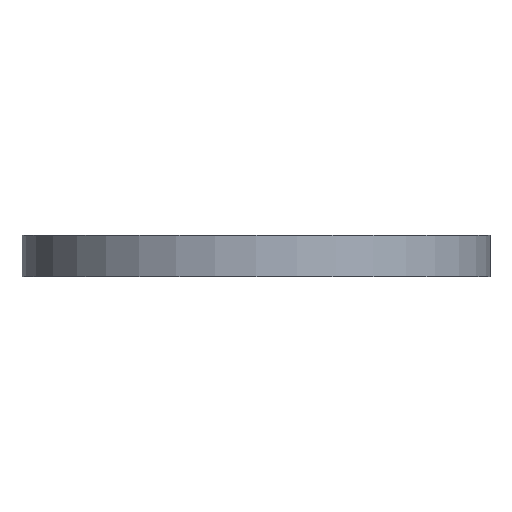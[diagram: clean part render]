
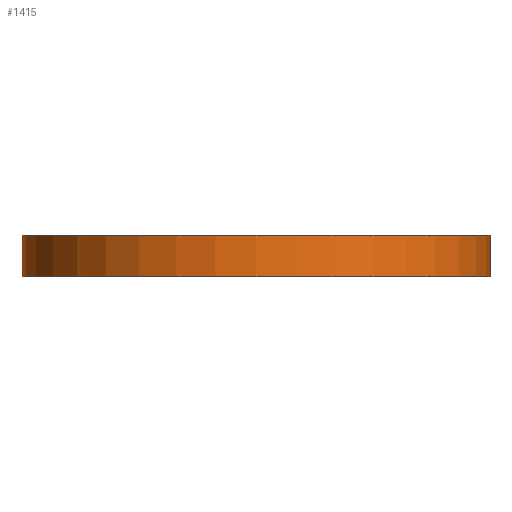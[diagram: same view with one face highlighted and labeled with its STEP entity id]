
A CAD part, front view. The second image highlights one B-rep face of the part: STEP entity #1415.
In plain terms, the highlighted cylindrical face has radius 28 mm (diameter 56 mm), a partial arc.
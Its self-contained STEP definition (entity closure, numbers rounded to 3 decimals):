
#14 = CARTESIAN_POINT ( 'NONE',  ( -28., 0., 5. ) ) ;
#24 = CARTESIAN_POINT ( 'NONE',  ( -28., 0., 5. ) ) ;
#56 = EDGE_LOOP ( 'NONE', ( #574, #96, #692, #848 ) ) ;
#62 = VECTOR ( 'NONE', #1547, 1000. ) ;
#70 = CARTESIAN_POINT ( 'NONE',  ( 0., 0., 5. ) ) ;
#96 = ORIENTED_EDGE ( 'NONE', *, *, #1374, .F. ) ;
#142 = CIRCLE ( 'NONE', #1064, 28. ) ;
#216 = EDGE_CURVE ( 'NONE', #492, #495, #142, .T. ) ;
#275 = VECTOR ( 'NONE', #1250, 1000. ) ;
#387 = AXIS2_PLACEMENT_3D ( 'NONE', #70, #1180, #691 ) ;
#492 = VERTEX_POINT ( 'NONE', #1475 ) ;
#494 = CARTESIAN_POINT ( 'NONE',  ( 28., 0., 0. ) ) ;
#495 = VERTEX_POINT ( 'NONE', #494 ) ;
#574 = ORIENTED_EDGE ( 'NONE', *, *, #1419, .F. ) ;
#597 = DIRECTION ( 'NONE',  ( 0., 0., -1. ) ) ;
#691 = DIRECTION ( 'NONE',  ( 1., 0., 0. ) ) ;
#692 = ORIENTED_EDGE ( 'NONE', *, *, #1163, .T. ) ;
#724 = DIRECTION ( 'NONE',  ( -1., 0., 0. ) ) ;
#772 = CYLINDRICAL_SURFACE ( 'NONE', #1467, 28. ) ;
#798 = DIRECTION ( 'NONE',  ( 1., 0., 0. ) ) ;
#848 = ORIENTED_EDGE ( 'NONE', *, *, #216, .T. ) ;
#871 = LINE ( 'NONE', #1090, #62 ) ;
#952 = VERTEX_POINT ( 'NONE', #1348 ) ;
#1036 = CARTESIAN_POINT ( 'NONE',  ( 0., 0., 0. ) ) ;
#1064 = AXIS2_PLACEMENT_3D ( 'NONE', #1036, #1508, #798 ) ;
#1090 = CARTESIAN_POINT ( 'NONE',  ( 28., 0., 5. ) ) ;
#1130 = VERTEX_POINT ( 'NONE', #14 ) ;
#1163 = EDGE_CURVE ( 'NONE', #1130, #492, #1314, .T. ) ;
#1180 = DIRECTION ( 'NONE',  ( 0., 0., 1. ) ) ;
#1250 = DIRECTION ( 'NONE',  ( 0., 0., -1. ) ) ;
#1290 = CIRCLE ( 'NONE', #387, 28. ) ;
#1314 = LINE ( 'NONE', #24, #275 ) ;
#1331 = CARTESIAN_POINT ( 'NONE',  ( 0., 0., 5. ) ) ;
#1348 = CARTESIAN_POINT ( 'NONE',  ( 28., 0., 5. ) ) ;
#1374 = EDGE_CURVE ( 'NONE', #1130, #952, #1290, .T. ) ;
#1381 = FACE_OUTER_BOUND ( 'NONE', #56, .T. ) ;
#1415 = ADVANCED_FACE ( 'NONE', ( #1381 ), #772, .T. ) ;
#1419 = EDGE_CURVE ( 'NONE', #952, #495, #871, .T. ) ;
#1467 = AXIS2_PLACEMENT_3D ( 'NONE', #1331, #597, #724 ) ;
#1475 = CARTESIAN_POINT ( 'NONE',  ( -28., 0., 0. ) ) ;
#1508 = DIRECTION ( 'NONE',  ( 0., 0., 1. ) ) ;
#1547 = DIRECTION ( 'NONE',  ( 0., 0., -1. ) ) ;
